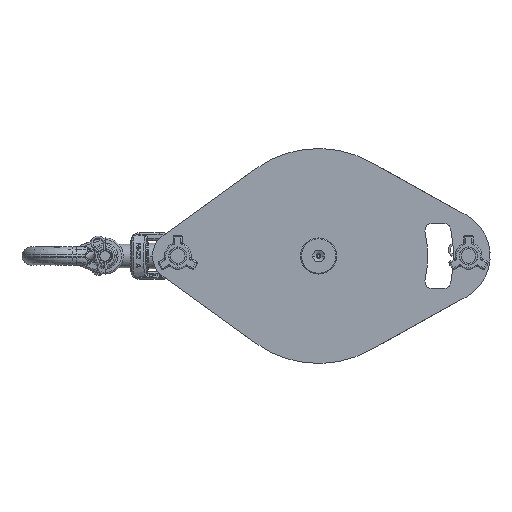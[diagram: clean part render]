
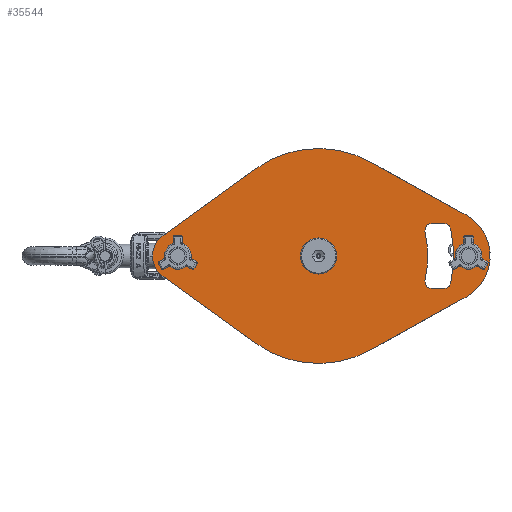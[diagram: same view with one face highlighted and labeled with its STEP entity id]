
A CAD part, left-side view. The second image highlights one B-rep face of the part: STEP entity #35544.
In plain terms, the highlighted planar face has unit normal (-1, 0, 0).
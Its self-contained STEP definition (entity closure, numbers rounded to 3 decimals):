
#1187=DIRECTION('',(0.,-0.812,-0.584));
#1188=VECTOR('',#1187,7.911);
#1189=CARTESIAN_POINT('',(-1.083,-8.513,-1.421));
#1190=LINE('',#1189,#1188);
#1191=CARTESIAN_POINT('',(-1.083,-9.535,0.));
#1192=DIRECTION('',(-1.,0.,0.));
#1193=DIRECTION('',(0.,0.584,0.812));
#1194=AXIS2_PLACEMENT_3D('',#1191,#1192,#1193);
#1196=DIRECTION('',(0.,0.812,-0.584));
#1197=VECTOR('',#1196,7.911);
#1198=CARTESIAN_POINT('',(-1.083,-14.936,6.04));
#1199=LINE('',#1198,#1197);
#1200=CARTESIAN_POINT('',(-1.083,-19.28,0.));
#1201=DIRECTION('',(-1.,0.,0.));
#1202=DIRECTION('',(0.,-0.486,0.874));
#1203=AXIS2_PLACEMENT_3D('',#1200,#1201,#1202);
#1205=DIRECTION('',(0.,0.874,0.486));
#1206=VECTOR('',#1205,7.545);
#1207=CARTESIAN_POINT('',(-1.083,-29.488,2.841));
#1208=LINE('',#1207,#1206);
#1209=CARTESIAN_POINT('',(-1.083,-27.91,0.));
#1210=DIRECTION('',(-1.,0.,0.));
#1211=DIRECTION('',(0.,-0.486,-0.874));
#1212=AXIS2_PLACEMENT_3D('',#1209,#1210,#1211);
#1214=DIRECTION('',(0.,-0.874,0.486));
#1215=VECTOR('',#1214,7.545);
#1216=CARTESIAN_POINT('',(-1.083,-22.892,-6.504));
#1217=LINE('',#1216,#1215);
#1218=CARTESIAN_POINT('',(-1.083,-19.28,0.));
#1219=DIRECTION('',(-1.,0.,0.));
#1220=DIRECTION('',(0.,0.584,-0.812));
#1221=AXIS2_PLACEMENT_3D('',#1218,#1219,#1220);
#1223=CARTESIAN_POINT('',(-1.083,-19.28,0.));
#1224=DIRECTION('',(-1.,0.,0.));
#1225=DIRECTION('',(0.,-0.98,-0.198));
#1226=AXIS2_PLACEMENT_3D('',#1223,#1224,#1225);
#1228=DIRECTION('',(0.,1.,0.));
#1229=VECTOR('',#1228,0.797);
#1230=CARTESIAN_POINT('',(-1.083,-27.945,2.25));
#1231=LINE('',#1230,#1229);
#1232=CARTESIAN_POINT('',(-1.083,-19.28,0.));
#1233=DIRECTION('',(-1.,0.,0.));
#1234=DIRECTION('',(0.,-0.976,-0.217));
#1235=AXIS2_PLACEMENT_3D('',#1232,#1233,#1234);
#1237=DIRECTION('',(0.,-1.,0.));
#1238=VECTOR('',#1237,0.797);
#1239=CARTESIAN_POINT('',(-1.083,-27.148,-2.25));
#1240=LINE('',#1239,#1238);
#1241=CARTESIAN_POINT('',(-1.083,-19.28,0.));
#1242=DIRECTION('',(1.,0.,0.));
#1243=DIRECTION('',(0.,1.,0.));
#1244=AXIS2_PLACEMENT_3D('',#1241,#1242,#1243);
#1246=CARTESIAN_POINT('',(-1.083,-19.28,0.));
#1247=DIRECTION('',(1.,0.,0.));
#1248=DIRECTION('',(0.,-1.,0.));
#1249=AXIS2_PLACEMENT_3D('',#1246,#1247,#1248);
#1251=CARTESIAN_POINT('',(-1.083,-9.535,0.));
#1252=DIRECTION('',(-1.,0.,0.));
#1253=DIRECTION('',(0.,-1.,0.));
#1254=AXIS2_PLACEMENT_3D('',#1251,#1252,#1253);
#1256=CARTESIAN_POINT('',(-1.083,-9.535,0.));
#1257=DIRECTION('',(1.,0.,0.));
#1258=DIRECTION('',(0.,-1.,0.));
#1259=AXIS2_PLACEMENT_3D('',#1256,#1257,#1258);
#1261=CARTESIAN_POINT('',(-1.083,-29.66,0.));
#1262=DIRECTION('',(-1.,0.,0.));
#1263=DIRECTION('',(0.,-1.,0.));
#1264=AXIS2_PLACEMENT_3D('',#1261,#1262,#1263);
#1266=CARTESIAN_POINT('',(-1.083,-29.66,0.));
#1267=DIRECTION('',(1.,0.,0.));
#1268=DIRECTION('',(0.,-1.,0.));
#1269=AXIS2_PLACEMENT_3D('',#1266,#1267,#1268);
#27338=CARTESIAN_POINT('',(-1.083,-27.148,1.75));
#27339=DIRECTION('',(1.,0.,0.));
#27340=DIRECTION('',(0.,0.976,-0.217));
#27341=AXIS2_PLACEMENT_3D('',#27338,#27339,#27340);
#27356=CARTESIAN_POINT('',(-1.083,-27.148,-1.75));
#27357=DIRECTION('',(1.,0.,0.));
#27358=DIRECTION('',(0.,0.,-1.));
#27359=AXIS2_PLACEMENT_3D('',#27356,#27357,#27358);
#27374=CARTESIAN_POINT('',(-1.083,-27.945,-1.75));
#27375=DIRECTION('',(1.,0.,0.));
#27376=DIRECTION('',(0.,-0.98,-0.198));
#27377=AXIS2_PLACEMENT_3D('',#27374,#27375,#27376);
#27392=CARTESIAN_POINT('',(-1.083,-27.945,1.75));
#27393=DIRECTION('',(1.,0.,0.));
#27394=DIRECTION('',(0.,0.,1.));
#27395=AXIS2_PLACEMENT_3D('',#27392,#27393,#27394);
#32479=CARTESIAN_POINT('',(-1.083,-8.513,-1.421));
#32480=CARTESIAN_POINT('',(-1.083,-14.936,-6.04));
#32481=VERTEX_POINT('',#32479);
#32482=VERTEX_POINT('',#32480);
#32483=CARTESIAN_POINT('',(-1.083,-22.892,-6.504));
#32484=VERTEX_POINT('',#32483);
#32485=CARTESIAN_POINT('',(-1.083,-14.936,6.04));
#32486=CARTESIAN_POINT('',(-1.083,-8.513,1.421));
#32487=VERTEX_POINT('',#32485);
#32488=VERTEX_POINT('',#32486);
#32513=CARTESIAN_POINT('',(-1.083,-29.488,-2.841));
#32514=VERTEX_POINT('',#32513);
#32515=CARTESIAN_POINT('',(-1.083,-29.488,2.841));
#32516=VERTEX_POINT('',#32515);
#32517=CARTESIAN_POINT('',(-1.083,-22.892,6.504));
#32518=VERTEX_POINT('',#32517);
#32523=CARTESIAN_POINT('',(-1.083,-26.66,1.641));
#32525=VERTEX_POINT('',#32523);
#32527=CARTESIAN_POINT('',(-1.083,-27.148,2.25));
#32529=VERTEX_POINT('',#32527);
#32531=CARTESIAN_POINT('',(-1.083,-27.945,2.25));
#32533=VERTEX_POINT('',#32531);
#32535=CARTESIAN_POINT('',(-1.083,-28.435,1.849));
#32537=VERTEX_POINT('',#32535);
#32539=CARTESIAN_POINT('',(-1.083,-27.148,-2.25));
#32541=VERTEX_POINT('',#32539);
#32543=CARTESIAN_POINT('',(-1.083,-26.66,-1.641));
#32545=VERTEX_POINT('',#32543);
#32547=CARTESIAN_POINT('',(-1.083,-28.435,-1.849));
#32549=VERTEX_POINT('',#32547);
#32551=CARTESIAN_POINT('',(-1.083,-27.945,-2.25));
#32553=VERTEX_POINT('',#32551);
#32921=CARTESIAN_POINT('',(-1.083,-18.03,0.));
#32922=CARTESIAN_POINT('',(-1.083,-20.53,0.));
#32923=VERTEX_POINT('',#32921);
#32924=VERTEX_POINT('',#32922);
#33326=CARTESIAN_POINT('',(-1.083,-10.308,0.));
#33327=CARTESIAN_POINT('',(-1.083,-8.762,0.));
#33328=VERTEX_POINT('',#33326);
#33329=VERTEX_POINT('',#33327);
#33835=CARTESIAN_POINT('',(-1.083,-30.433,0.));
#33836=CARTESIAN_POINT('',(-1.083,-28.887,0.));
#33837=VERTEX_POINT('',#33835);
#33838=VERTEX_POINT('',#33836);
#35486=CARTESIAN_POINT('',(-1.083,-9.535,0.));
#35487=DIRECTION('',(-1.,0.,0.));
#35488=DIRECTION('',(0.,0.,-1.));
#35489=AXIS2_PLACEMENT_3D('',#35486,#35487,#35488);
#35490=PLANE('',#35489);
#35492=ORIENTED_EDGE('',*,*,#35491,.F.);
#35494=ORIENTED_EDGE('',*,*,#35493,.F.);
#35496=ORIENTED_EDGE('',*,*,#35495,.F.);
#35498=ORIENTED_EDGE('',*,*,#35497,.F.);
#35500=ORIENTED_EDGE('',*,*,#35499,.F.);
#35502=ORIENTED_EDGE('',*,*,#35501,.F.);
#35504=ORIENTED_EDGE('',*,*,#35503,.F.);
#35506=ORIENTED_EDGE('',*,*,#35505,.F.);
#35507=EDGE_LOOP('',(#35492,#35494,#35496,#35498,#35500,#35502,#35504,#35506));
#35508=FACE_OUTER_BOUND('',#35507,.F.);
#35510=ORIENTED_EDGE('',*,*,#35509,.T.);
#35512=ORIENTED_EDGE('',*,*,#35511,.F.);
#35514=ORIENTED_EDGE('',*,*,#35513,.T.);
#35516=ORIENTED_EDGE('',*,*,#35515,.F.);
#35518=ORIENTED_EDGE('',*,*,#35517,.F.);
#35520=ORIENTED_EDGE('',*,*,#35519,.F.);
#35522=ORIENTED_EDGE('',*,*,#35521,.T.);
#35524=ORIENTED_EDGE('',*,*,#35523,.F.);
#35525=EDGE_LOOP('',(#35510,#35512,#35514,#35516,#35518,#35520,#35522,#35524));
#35526=FACE_BOUND('',#35525,.F.);
#35528=ORIENTED_EDGE('',*,*,#35527,.F.);
#35530=ORIENTED_EDGE('',*,*,#35529,.F.);
#35531=EDGE_LOOP('',(#35528,#35530));
#35532=FACE_BOUND('',#35531,.F.);
#35534=ORIENTED_EDGE('',*,*,#35533,.T.);
#35535=ORIENTED_EDGE('',*,*,#35476,.F.);
#35536=EDGE_LOOP('',(#35534,#35535));
#35537=FACE_BOUND('',#35536,.F.);
#35539=ORIENTED_EDGE('',*,*,#35538,.T.);
#35541=ORIENTED_EDGE('',*,*,#35540,.F.);
#35542=EDGE_LOOP('',(#35539,#35541));
#35543=FACE_BOUND('',#35542,.F.);
#35544=ADVANCED_FACE('',(#35508,#35526,#35532,#35537,#35543),#35490,.T.);
#1195=CIRCLE('',#1194,1.75);
#1204=CIRCLE('',#1203,7.44);
#1213=CIRCLE('',#1212,3.25);
#1222=CIRCLE('',#1221,7.44);
#1227=CIRCLE('',#1226,9.34);
#1236=CIRCLE('',#1235,7.56);
#1245=CIRCLE('',#1244,1.25);
#1250=CIRCLE('',#1249,1.25);
#1255=CIRCLE('',#1254,0.773);
#1260=CIRCLE('',#1259,0.773);
#1265=CIRCLE('',#1264,0.773);
#1270=CIRCLE('',#1269,0.773);
#27342=CIRCLE('',#27341,0.5);
#27360=CIRCLE('',#27359,0.5);
#27378=CIRCLE('',#27377,0.5);
#27396=CIRCLE('',#27395,0.5);
#35476=EDGE_CURVE('',#33328,#33329,#1260,.T.);
#35491=EDGE_CURVE('',#32481,#32482,#1190,.T.);
#35493=EDGE_CURVE('',#32488,#32481,#1195,.T.);
#35495=EDGE_CURVE('',#32487,#32488,#1199,.T.);
#35497=EDGE_CURVE('',#32518,#32487,#1204,.T.);
#35499=EDGE_CURVE('',#32516,#32518,#1208,.T.);
#35501=EDGE_CURVE('',#32514,#32516,#1213,.T.);
#35503=EDGE_CURVE('',#32484,#32514,#1217,.T.);
#35505=EDGE_CURVE('',#32482,#32484,#1222,.T.);
#35509=EDGE_CURVE('',#32549,#32537,#1227,.T.);
#35511=EDGE_CURVE('',#32533,#32537,#27396,.T.);
#35513=EDGE_CURVE('',#32533,#32529,#1231,.T.);
#35515=EDGE_CURVE('',#32525,#32529,#27342,.T.);
#35517=EDGE_CURVE('',#32545,#32525,#1236,.T.);
#35519=EDGE_CURVE('',#32541,#32545,#27360,.T.);
#35521=EDGE_CURVE('',#32541,#32553,#1240,.T.);
#35523=EDGE_CURVE('',#32549,#32553,#27378,.T.);
#35527=EDGE_CURVE('',#32923,#32924,#1245,.T.);
#35529=EDGE_CURVE('',#32924,#32923,#1250,.T.);
#35533=EDGE_CURVE('',#33328,#33329,#1255,.T.);
#35538=EDGE_CURVE('',#33837,#33838,#1265,.T.);
#35540=EDGE_CURVE('',#33837,#33838,#1270,.T.);
